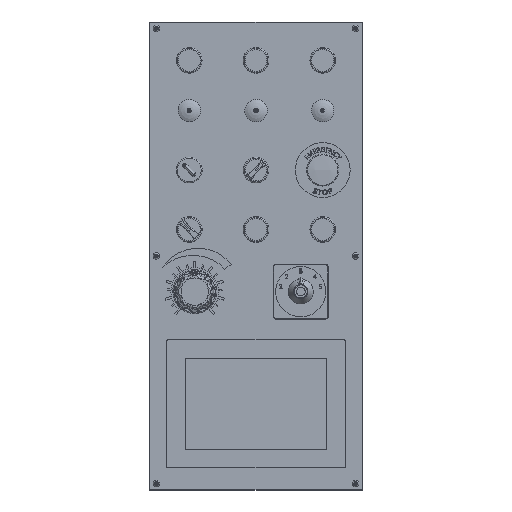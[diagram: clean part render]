
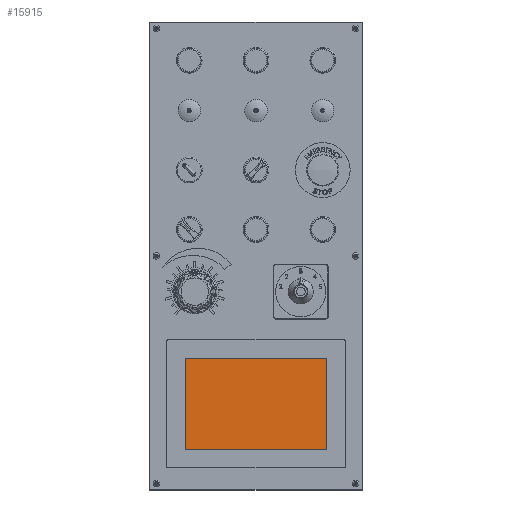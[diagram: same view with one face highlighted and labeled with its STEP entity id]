
A CAD part, top view. The second image highlights one B-rep face of the part: STEP entity #15915.
In plain terms, the highlighted planar face has unit normal (0, 0, 1).
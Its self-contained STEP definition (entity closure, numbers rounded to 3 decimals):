
#257 = CARTESIAN_POINT ( 'NONE',  ( 42.5, 147.25, 138. ) ) ;
#355 = CARTESIAN_POINT ( 'NONE',  ( 42.5, 49.25, 138. ) ) ;
#785 = VECTOR ( 'NONE', #34912, 1000. ) ;
#1335 = DIRECTION ( 'NONE',  ( -1., 0., 0. ) ) ;
#2048 = VERTEX_POINT ( 'NONE', #257 ) ;
#2831 = DIRECTION ( 'NONE',  ( -1., 0., 0. ) ) ;
#2863 = AXIS2_PLACEMENT_3D ( 'NONE', #33488, #12257, #1335 ) ;
#3640 = CARTESIAN_POINT ( 'NONE',  ( 43.5, 147.25, 138. ) ) ;
#3891 = DIRECTION ( 'NONE',  ( -1., 0., 0. ) ) ;
#3919 = DIRECTION ( 'NONE',  ( 0., -1., 0. ) ) ;
#6606 = CARTESIAN_POINT ( 'NONE',  ( 196.5, 148.25, 138. ) ) ;
#8006 = CARTESIAN_POINT ( 'NONE',  ( 43.5, 148.25, 138. ) ) ;
#8151 = LINE ( 'NONE', #23956, #785 ) ;
#8467 = CARTESIAN_POINT ( 'NONE',  ( 43.5, 49.25, 138. ) ) ;
#8739 = ORIENTED_EDGE ( 'NONE', *, *, #25390, .F. ) ;
#9093 = VECTOR ( 'NONE', #17941, 1000. ) ;
#10286 = ORIENTED_EDGE ( 'NONE', *, *, #20918, .F. ) ;
#10775 = AXIS2_PLACEMENT_3D ( 'NONE', #3640, #16371, #26093 ) ;
#12257 = DIRECTION ( 'NONE',  ( 0., 0., -1. ) ) ;
#12304 = CARTESIAN_POINT ( 'NONE',  ( 196.5, 48.25, 138. ) ) ;
#13630 = CARTESIAN_POINT ( 'NONE',  ( 197.5, 49.25, 138. ) ) ;
#13976 = CARTESIAN_POINT ( 'NONE',  ( 197.5, 147.25, 138. ) ) ;
#13996 = VERTEX_POINT ( 'NONE', #355 ) ;
#14990 = CARTESIAN_POINT ( 'NONE',  ( 43.5, 48.25, 138. ) ) ;
#15499 = LINE ( 'NONE', #33114, #9093 ) ;
#15915 = ADVANCED_FACE ( 'NONE', ( #18711 ), #32614, .F. ) ;
#16215 = CARTESIAN_POINT ( 'NONE',  ( 196.5, 147.25, 138. ) ) ;
#16347 = EDGE_CURVE ( 'NONE', #13996, #2048, #15499, .T. ) ;
#16371 = DIRECTION ( 'NONE',  ( 0., 0., -1. ) ) ;
#16406 = AXIS2_PLACEMENT_3D ( 'NONE', #8467, #29770, #31571 ) ;
#16590 = CARTESIAN_POINT ( 'NONE',  ( 196.5, 49.25, 138. ) ) ;
#16884 = ORIENTED_EDGE ( 'NONE', *, *, #19633, .F. ) ;
#17525 = CIRCLE ( 'NONE', #10775, 1. ) ;
#17941 = DIRECTION ( 'NONE',  ( 0., 1., 0. ) ) ;
#18711 = FACE_OUTER_BOUND ( 'NONE', #23585, .T. ) ;
#18817 = VECTOR ( 'NONE', #20594, 1000. ) ;
#19633 = EDGE_CURVE ( 'NONE', #25637, #33815, #33672, .T. ) ;
#20594 = DIRECTION ( 'NONE',  ( 1., 0., 0. ) ) ;
#20658 = AXIS2_PLACEMENT_3D ( 'NONE', #16590, #31810, #3891 ) ;
#20873 = ORIENTED_EDGE ( 'NONE', *, *, #25631, .F. ) ;
#20918 = EDGE_CURVE ( 'NONE', #28240, #25637, #31453, .T. ) ;
#21028 = VERTEX_POINT ( 'NONE', #8006 ) ;
#21066 = DIRECTION ( 'NONE',  ( 0., 0., -1. ) ) ;
#21514 = ORIENTED_EDGE ( 'NONE', *, *, #16347, .F. ) ;
#22395 = LINE ( 'NONE', #6606, #18817 ) ;
#23585 = EDGE_LOOP ( 'NONE', ( #10286, #8739, #34014, #21514, #20873, #33986, #27798, #16884 ) ) ;
#23607 = CARTESIAN_POINT ( 'NONE',  ( 196.5, 148.25, 138. ) ) ;
#23956 = CARTESIAN_POINT ( 'NONE',  ( 43.5, 48.25, 138. ) ) ;
#24061 = EDGE_CURVE ( 'NONE', #33815, #31051, #37659, .T. ) ;
#24566 = VECTOR ( 'NONE', #3919, 1000. ) ;
#25390 = EDGE_CURVE ( 'NONE', #21028, #28240, #22395, .T. ) ;
#25487 = CIRCLE ( 'NONE', #16406, 1. ) ;
#25631 = EDGE_CURVE ( 'NONE', #35498, #13996, #25487, .T. ) ;
#25636 = AXIS2_PLACEMENT_3D ( 'NONE', #16215, #21066, #2831 ) ;
#25637 = VERTEX_POINT ( 'NONE', #13976 ) ;
#26093 = DIRECTION ( 'NONE',  ( -1., 0., 0. ) ) ;
#27798 = ORIENTED_EDGE ( 'NONE', *, *, #24061, .F. ) ;
#28240 = VERTEX_POINT ( 'NONE', #23607 ) ;
#29770 = DIRECTION ( 'NONE',  ( 0., 0., -1. ) ) ;
#31051 = VERTEX_POINT ( 'NONE', #12304 ) ;
#31453 = CIRCLE ( 'NONE', #2863, 1. ) ;
#31571 = DIRECTION ( 'NONE',  ( -1., 0., 0. ) ) ;
#31810 = DIRECTION ( 'NONE',  ( 0., 0., -1. ) ) ;
#32614 = PLANE ( 'NONE',  #25636 ) ;
#33114 = CARTESIAN_POINT ( 'NONE',  ( 42.5, 147.25, 138. ) ) ;
#33488 = CARTESIAN_POINT ( 'NONE',  ( 196.5, 147.25, 138. ) ) ;
#33672 = LINE ( 'NONE', #36731, #24566 ) ;
#33815 = VERTEX_POINT ( 'NONE', #13630 ) ;
#33986 = ORIENTED_EDGE ( 'NONE', *, *, #36509, .F. ) ;
#34014 = ORIENTED_EDGE ( 'NONE', *, *, #35845, .F. ) ;
#34912 = DIRECTION ( 'NONE',  ( -1., 0., 0. ) ) ;
#35498 = VERTEX_POINT ( 'NONE', #14990 ) ;
#35845 = EDGE_CURVE ( 'NONE', #2048, #21028, #17525, .T. ) ;
#36509 = EDGE_CURVE ( 'NONE', #31051, #35498, #8151, .T. ) ;
#36731 = CARTESIAN_POINT ( 'NONE',  ( 197.5, 49.25, 138. ) ) ;
#37659 = CIRCLE ( 'NONE', #20658, 1. ) ;
